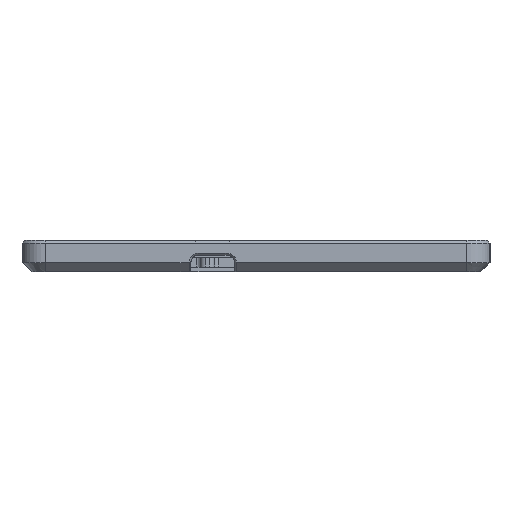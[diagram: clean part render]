
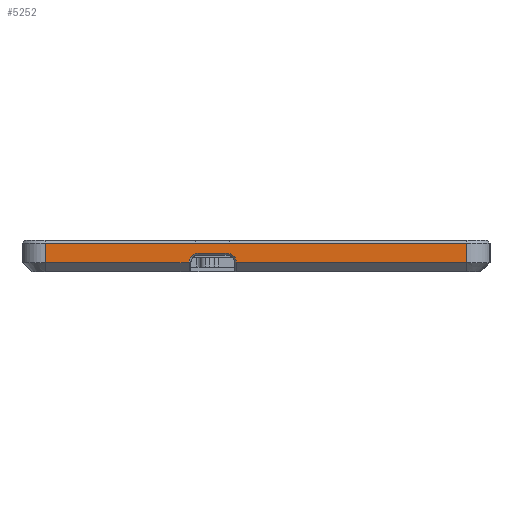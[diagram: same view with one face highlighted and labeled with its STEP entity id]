
A CAD part, left-side view. The second image highlights one B-rep face of the part: STEP entity #5252.
In plain terms, the highlighted planar face has unit normal (-1, 0, 0).
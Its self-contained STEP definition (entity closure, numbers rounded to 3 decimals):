
#5179=CARTESIAN_POINT('',(-3.05,-48.382,9.727));
#5180=DIRECTION('',(-1.,0.,0.));
#5181=DIRECTION('',(0.,-0.,1.));
#5182=AXIS2_PLACEMENT_3D('',#5179,#5180,#5181);
#5183=PLANE('',#5182);
#5184=CARTESIAN_POINT('',(-3.05,-2.869,4.927));
#5185=VERTEX_POINT('',#5184);
#5186=CARTESIAN_POINT('',(-3.05,-33.93,4.927));
#5187=VERTEX_POINT('',#5186);
#5188=CARTESIAN_POINT('',(-3.05,-2.869,4.927));
#5189=DIRECTION('',(0.,-1.,-0.));
#5190=VECTOR('',#5189,31.061);
#5191=LINE('',#5188,#5190);
#5192=EDGE_CURVE('',#5185,#5187,#5191,.T.);
#5193=ORIENTED_EDGE('',*,*,#5192,.T.);
#5194=CARTESIAN_POINT('',(-3.05,-35.93,6.927));
#5195=VERTEX_POINT('',#5194);
#5196=CARTESIAN_POINT('',(-3.05,-35.93,4.927));
#5197=DIRECTION('',(1.,-0.,-0.));
#5198=DIRECTION('',(0.,-0.,1.));
#5199=AXIS2_PLACEMENT_3D('',#5196,#5197,#5198);
#5200=CIRCLE('',#5199,2.);
#5201=EDGE_CURVE('',#5187,#5195,#5200,.T.);
#5202=ORIENTED_EDGE('',*,*,#5201,.T.);
#5203=CARTESIAN_POINT('',(-3.05,-42.13,6.927));
#5204=VERTEX_POINT('',#5203);
#5205=CARTESIAN_POINT('',(-3.05,-35.93,6.927));
#5206=DIRECTION('',(0.,-1.,-0.));
#5207=VECTOR('',#5206,6.2);
#5208=LINE('',#5205,#5207);
#5209=EDGE_CURVE('',#5195,#5204,#5208,.T.);
#5210=ORIENTED_EDGE('',*,*,#5209,.T.);
#5211=CARTESIAN_POINT('',(-3.05,-44.13,4.927));
#5212=VERTEX_POINT('',#5211);
#5213=CARTESIAN_POINT('',(-3.05,-42.13,4.927));
#5214=DIRECTION('',(1.,-0.,-0.));
#5215=DIRECTION('',(0.,-0.,1.));
#5216=AXIS2_PLACEMENT_3D('',#5213,#5214,#5215);
#5217=CIRCLE('',#5216,2.);
#5218=EDGE_CURVE('',#5204,#5212,#5217,.T.);
#5219=ORIENTED_EDGE('',*,*,#5218,.T.);
#5220=CARTESIAN_POINT('',(-3.05,-93.894,4.927));
#5221=VERTEX_POINT('',#5220);
#5222=CARTESIAN_POINT('',(-3.05,-44.13,4.927));
#5223=DIRECTION('',(0.,-1.,-0.));
#5224=VECTOR('',#5223,49.764);
#5225=LINE('',#5222,#5224);
#5226=EDGE_CURVE('',#5212,#5221,#5225,.T.);
#5227=ORIENTED_EDGE('',*,*,#5226,.T.);
#5228=CARTESIAN_POINT('',(-3.05,-93.894,9.141));
#5229=VERTEX_POINT('',#5228);
#5230=CARTESIAN_POINT('',(-3.05,-93.894,4.927));
#5231=DIRECTION('',(-0.,-0.,1.));
#5232=VECTOR('',#5231,4.214);
#5233=LINE('',#5230,#5232);
#5234=EDGE_CURVE('',#5221,#5229,#5233,.T.);
#5235=ORIENTED_EDGE('',*,*,#5234,.T.);
#5236=CARTESIAN_POINT('',(-3.05,-2.869,9.141));
#5237=VERTEX_POINT('',#5236);
#5238=CARTESIAN_POINT('',(-3.05,-93.894,9.141));
#5239=DIRECTION('',(-0.,1.,0.));
#5240=VECTOR('',#5239,91.025);
#5241=LINE('',#5238,#5240);
#5242=EDGE_CURVE('',#5229,#5237,#5241,.T.);
#5243=ORIENTED_EDGE('',*,*,#5242,.T.);
#5244=CARTESIAN_POINT('',(-3.05,-2.869,9.141));
#5245=DIRECTION('',(0.,0.,-1.));
#5246=VECTOR('',#5245,4.214);
#5247=LINE('',#5244,#5246);
#5248=EDGE_CURVE('',#5237,#5185,#5247,.T.);
#5249=ORIENTED_EDGE('',*,*,#5248,.T.);
#5250=EDGE_LOOP('',(#5193,#5202,#5210,#5219,#5227,#5235,#5243,#5249));
#5251=FACE_BOUND('',#5250,.T.);
#5252=ADVANCED_FACE('',(#5251),#5183,.T.);
